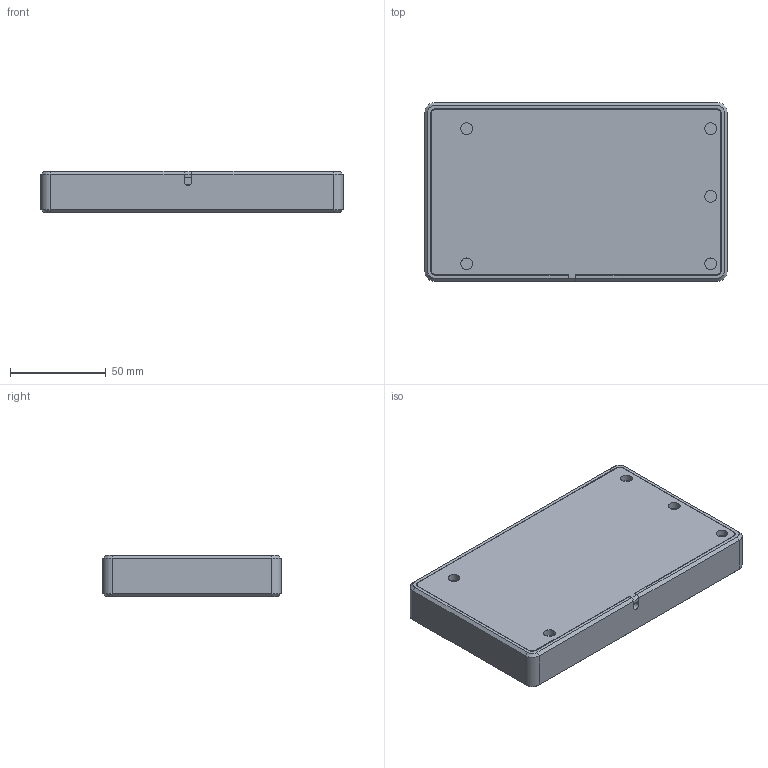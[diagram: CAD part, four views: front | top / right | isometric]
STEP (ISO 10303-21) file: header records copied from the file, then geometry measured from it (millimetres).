
FILE_DESCRIPTION(/* description */ (''),/* implementation_level */ '2;1');
FILE_NAME(/* name */ 'PanelDue_5i_case v27.step',/* time_stamp */ '2020-09-24T10:57:06-07:00',/* author */ (''),/* organization */ (''),/* preprocessor_version */ 'ST-DEVELOPER v18.1',/* originating_system */ 'Autodesk Translation Framework v9.3.0.1241',/* authorisation */ '');
FILE_SCHEMA (('AUTOMOTIVE_DESIGN { 1 0 10303 214 3 1 1 }'));
Length unit declared in the file: millimetre
Products named in the file (1): PanelDue_5i_case
Bounding box: 157.95 x 93.3 x 21.49 mm (x, y, z)
Volume: 96440.1 mm3; surface area: 68702.3 mm2
Topology: 2 solids, 2 shells, 213 faces, 524 edges, 338 vertices
Faces by surface type: plane 119, cylinder 70, cone 24
Full cylindrical faces by diameter (mm): 3.2 x5, 3.7 x5, 6 x1, 6.1 x5, 7 x5
Entity records: 6333 total; most frequent: DIRECTION 1114, CARTESIAN_POINT 1107, ORIENTED_EDGE 1048, EDGE_CURVE 524, AXIS2_PLACEMENT_3D 389, VERTEX_POINT 338, LINE 336, VECTOR 336
